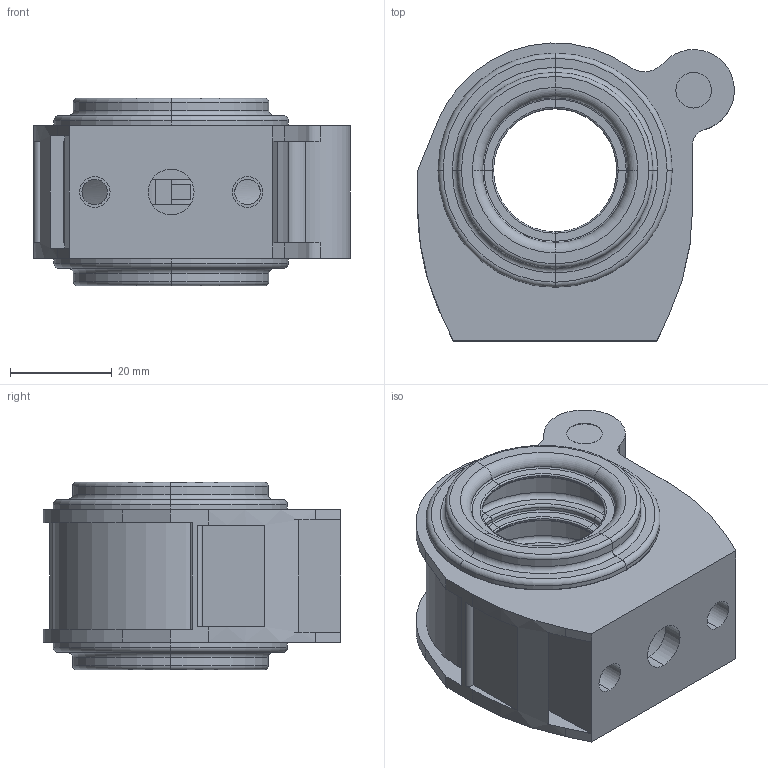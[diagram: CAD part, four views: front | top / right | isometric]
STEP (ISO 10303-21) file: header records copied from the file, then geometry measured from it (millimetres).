
FILE_DESCRIPTION (( 'STEP AP203' ), '1' );
FILE_NAME ('P8252.STEP', '2021-06-17T11:56:17', ( '' ), ( '' ), 'SwSTEP 2.0', 'SolidWorks 2019', '' );
FILE_SCHEMA (( 'CONFIG_CONTROL_DESIGN' ));
Length unit declared in the file: millimetre
Products named in the file (1): P8252
Bounding box: 62.2 x 58.49 x 36.8 mm (x, y, z)
Volume: 45450.8 mm3; surface area: 31237.7 mm2
Topology: 3 solids, 3 shells, 505 faces, 1338 edges, 844 vertices
Faces by surface type: torus 200, cylinder 157, plane 124, cone 24
Entity records: 16411 total; most frequent: DIRECTION 3148, CARTESIAN_POINT 3090, ORIENTED_EDGE 2676, EDGE_CURVE 1338, AXIS2_PLACEMENT_3D 1318, VERTEX_POINT 844, CIRCLE 812, EDGE_LOOP 526
